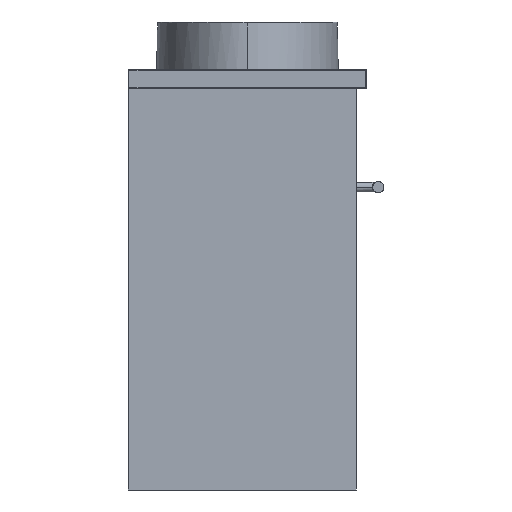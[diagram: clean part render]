
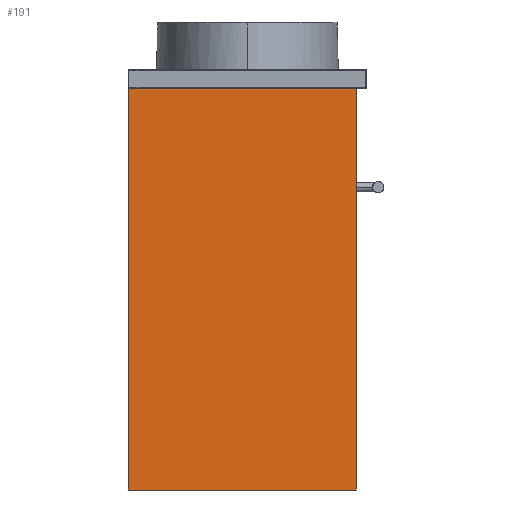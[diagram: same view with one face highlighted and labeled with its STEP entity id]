
A CAD part, left-side view. The second image highlights one B-rep face of the part: STEP entity #191.
In plain terms, the highlighted planar face has unit normal (-1, 0, 0).
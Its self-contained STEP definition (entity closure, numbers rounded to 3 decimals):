
#191=ADVANCED_FACE('',(#328),#1939,.T.);
#328=FACE_OUTER_BOUND('',#465,.T.);
#465=EDGE_LOOP('',(#655,#656,#657,#658));
#655=ORIENTED_EDGE('',*,*,#1211,.F.);
#656=ORIENTED_EDGE('',*,*,#1212,.F.);
#657=ORIENTED_EDGE('',*,*,#1208,.F.);
#658=ORIENTED_EDGE('',*,*,#1210,.F.);
#1208=EDGE_CURVE('',#1779,#1780,#1488,.T.);
#1210=EDGE_CURVE('',#1781,#1779,#1490,.T.);
#1211=EDGE_CURVE('',#1782,#1781,#1491,.T.);
#1212=EDGE_CURVE('',#1780,#1782,#1492,.T.);
#1488=B_SPLINE_CURVE_WITH_KNOTS('',1,(#2846,#2847),.UNSPECIFIED.,.F.,.F.,
(2,2),(0.,239.),.UNSPECIFIED.);
#1490=B_SPLINE_CURVE_WITH_KNOTS('',1,(#2850,#2851),.UNSPECIFIED.,.F.,.F.,
(2,2),(-420.,0.),.UNSPECIFIED.);
#1491=B_SPLINE_CURVE_WITH_KNOTS('',1,(#2852,#2853),.UNSPECIFIED.,.F.,.F.,
(2,2),(-239.,0.),.UNSPECIFIED.);
#1492=B_SPLINE_CURVE_WITH_KNOTS('',1,(#2854,#2855),.UNSPECIFIED.,.F.,.F.,
(2,2),(-420.,0.),.UNSPECIFIED.);
#1779=VERTEX_POINT('',#2832);
#1780=VERTEX_POINT('',#2833);
#1781=VERTEX_POINT('',#2834);
#1782=VERTEX_POINT('',#2835);
#1939=PLANE('',#2273);
#2273=AXIS2_PLACEMENT_3D('',#2824,#2379,$);
#2379=DIRECTION('',(-1.,0.,0.));
#2824=CARTESIAN_POINT('',(-194.,-252.,-23.9));
#2832=CARTESIAN_POINT('',(-194.,210.,0.));
#2833=CARTESIAN_POINT('',(-194.,210.,239.));
#2834=CARTESIAN_POINT('',(-194.,-210.,0.));
#2835=CARTESIAN_POINT('',(-194.,-210.,239.));
#2846=CARTESIAN_POINT('',(-194.,210.,0.));
#2847=CARTESIAN_POINT('',(-194.,210.,239.));
#2850=CARTESIAN_POINT('',(-194.,-210.,0.));
#2851=CARTESIAN_POINT('',(-194.,210.,0.));
#2852=CARTESIAN_POINT('',(-194.,-210.,239.));
#2853=CARTESIAN_POINT('',(-194.,-210.,0.));
#2854=CARTESIAN_POINT('',(-194.,210.,239.));
#2855=CARTESIAN_POINT('',(-194.,-210.,239.));
